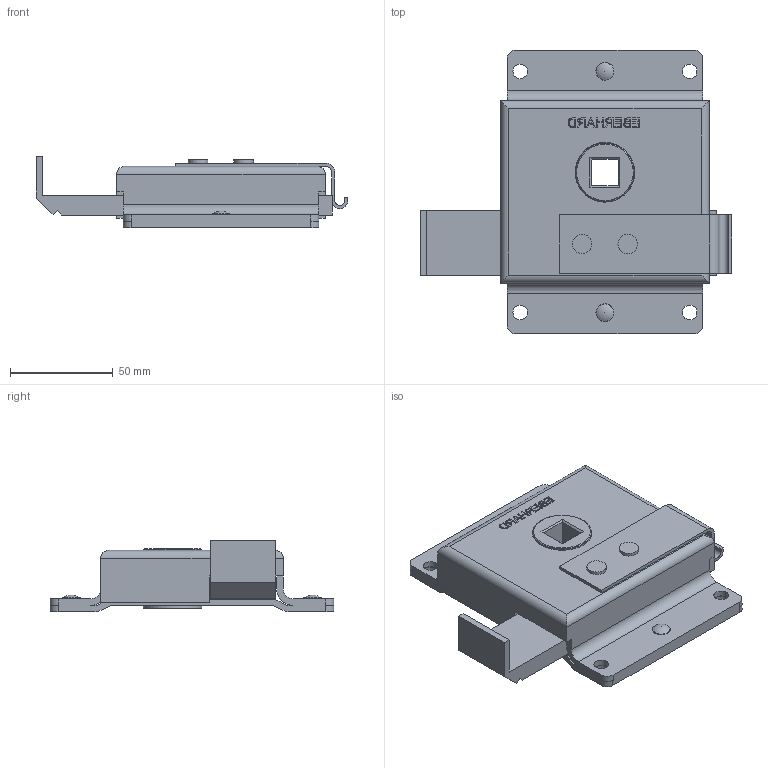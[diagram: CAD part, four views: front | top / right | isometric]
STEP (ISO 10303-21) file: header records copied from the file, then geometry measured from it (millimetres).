
FILE_DESCRIPTION(/* description */ (''),/* implementation_level */ '2;1');
FILE_NAME(/* name */ '2390-AML.stp',/* time_stamp */ '2020-12-03T08:50:43-05:00',/* author */ ('mmalloy'),/* organization */ ('Eberhard Manufacturing Company'),/* preprocessor_version */ 'ST-DEVELOPER v18.1',/* originating_system */ 'Autodesk Inventor 2020',/* authorisation */ '');
FILE_SCHEMA (('AUTOMOTIVE_DESIGN { 1 0 10303 214 3 1 1 }'));
Length unit declared in the file: inch
Products named in the file (1): Assembly2_Shrinkwrap_1
Bounding box: 151.85 x 138.18 x 34.66 mm (x, y, z)
Volume: 176231.4 mm3; surface area: 81587.8 mm2
Topology: 1 solids, 3 shells, 508 faces, 1450 edges, 960 vertices
Faces by surface type: plane 251, cylinder 203, bspline 36, torus 8, cone 8, sphere 2
Full cylindrical faces by diameter (mm): 4.737 x4, 4.775 x1, 4.953 x4, 5.004 x2, 5.537 x2, 7.137 x4, 7.925 x4, 9.525 x2, 28.575 x2, 29.058 x2, 34.925 x2
Entity records: 17523 total; most frequent: CARTESIAN_POINT 3393, ORIENTED_EDGE 2896, DIRECTION 2793, EDGE_CURVE 1448, VERTEX_POINT 960, AXIS2_PLACEMENT_3D 944, LINE 905, VECTOR 905
